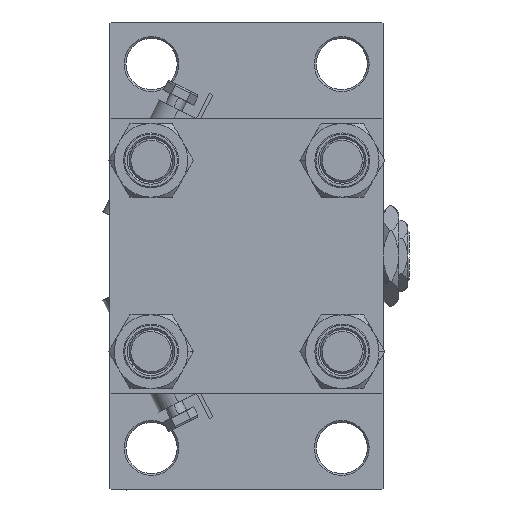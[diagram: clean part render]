
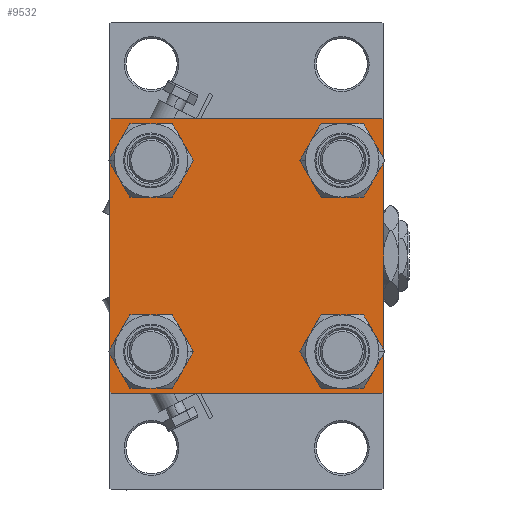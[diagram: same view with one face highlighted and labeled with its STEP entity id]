
A CAD part, left-side view. The second image highlights one B-rep face of the part: STEP entity #9532.
In plain terms, the highlighted planar face has unit normal (-1, 0, 0).
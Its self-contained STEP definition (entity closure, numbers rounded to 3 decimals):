
#788 = ORIENTED_EDGE ( 'NONE', *, *, #31435, .T. ) ;
#905 = CARTESIAN_POINT ( 'NONE',  ( 0., -26.15, 26.15 ) ) ;
#943 = CIRCLE ( 'NONE', #24308, 6.5 ) ;
#1059 = AXIS2_PLACEMENT_3D ( 'NONE', #10912, #50420, #46491 ) ;
#1115 = CARTESIAN_POINT ( 'NONE',  ( 0., 37., 37.5 ) ) ;
#1433 = EDGE_CURVE ( 'NONE', #23152, #28892, #19820, .T. ) ;
#1609 = VECTOR ( 'NONE', #39948, 1000. ) ;
#1700 = PLANE ( 'NONE',  #6312 ) ;
#2119 = CARTESIAN_POINT ( 'NONE',  ( 0., -37.5, 37.5 ) ) ;
#2314 = CIRCLE ( 'NONE', #40739, 6.5 ) ;
#2732 = ORIENTED_EDGE ( 'NONE', *, *, #34824, .T. ) ;
#2938 = CARTESIAN_POINT ( 'NONE',  ( 0., -26.15, 32.65 ) ) ;
#4164 = DIRECTION ( 'NONE',  ( 1., 0., 0. ) ) ;
#4183 = DIRECTION ( 'NONE',  ( 1., 0., 0. ) ) ;
#4457 = VERTEX_POINT ( 'NONE', #18691 ) ;
#4466 = CIRCLE ( 'NONE', #42042, 6.5 ) ;
#4698 = ORIENTED_EDGE ( 'NONE', *, *, #45995, .T. ) ;
#4739 = LINE ( 'NONE', #36911, #11424 ) ;
#4824 = DIRECTION ( 'NONE',  ( 1., 0., 0. ) ) ;
#5579 = VERTEX_POINT ( 'NONE', #39308 ) ;
#5660 = ORIENTED_EDGE ( 'NONE', *, *, #40678, .T. ) ;
#6312 = AXIS2_PLACEMENT_3D ( 'NONE', #33871, #17391, #22338 ) ;
#6392 = FACE_OUTER_BOUND ( 'NONE', #41852, .T. ) ;
#7233 = EDGE_CURVE ( 'NONE', #14256, #48269, #19969, .T. ) ;
#7675 = LINE ( 'NONE', #35403, #45399 ) ;
#7795 = CIRCLE ( 'NONE', #31185, 6.5 ) ;
#8884 = DIRECTION ( 'NONE',  ( 0., 0., 1. ) ) ;
#8912 = CARTESIAN_POINT ( 'NONE',  ( 0., 26.15, 19.65 ) ) ;
#9406 = VERTEX_POINT ( 'NONE', #39836 ) ;
#9532 = ADVANCED_FACE ( 'NONE', ( #46404, #10568, #37792, #37536, #6392 ), #1700, .T. ) ;
#9571 = CARTESIAN_POINT ( 'NONE',  ( 0., 37., -37.5 ) ) ;
#9680 = CARTESIAN_POINT ( 'NONE',  ( 0., -26.15, -19.65 ) ) ;
#10039 = CARTESIAN_POINT ( 'NONE',  ( 0., -37.25, 37.25 ) ) ;
#10294 = ORIENTED_EDGE ( 'NONE', *, *, #16926, .T. ) ;
#10568 = FACE_BOUND ( 'NONE', #24755, .T. ) ;
#10912 = CARTESIAN_POINT ( 'NONE',  ( 0., -26.15, -26.15 ) ) ;
#11392 = CARTESIAN_POINT ( 'NONE',  ( 0., 37.5, 37.5 ) ) ;
#11424 = VECTOR ( 'NONE', #19912, 1000. ) ;
#12539 = EDGE_CURVE ( 'NONE', #47521, #4457, #44730, .T. ) ;
#12639 = CARTESIAN_POINT ( 'NONE',  ( 0., 37.5, -37.5 ) ) ;
#13393 = CARTESIAN_POINT ( 'NONE',  ( 0., -26.15, 19.65 ) ) ;
#13456 = VECTOR ( 'NONE', #25732, 1000. ) ;
#13708 = CARTESIAN_POINT ( 'NONE',  ( 0., 37.25, -37.25 ) ) ;
#14256 = VERTEX_POINT ( 'NONE', #9571 ) ;
#15602 = CARTESIAN_POINT ( 'NONE',  ( 0., 26.15, -32.65 ) ) ;
#15644 = EDGE_CURVE ( 'NONE', #23152, #35842, #4739, .T. ) ;
#15678 = EDGE_LOOP ( 'NONE', ( #788, #50201 ) ) ;
#16716 = VERTEX_POINT ( 'NONE', #2938 ) ;
#16926 = EDGE_CURVE ( 'NONE', #27773, #39816, #41521, .T. ) ;
#16982 = ORIENTED_EDGE ( 'NONE', *, *, #38250, .T. ) ;
#17226 = DIRECTION ( 'NONE',  ( 1., 0., 0. ) ) ;
#17229 = CARTESIAN_POINT ( 'NONE',  ( 0., 26.15, -26.15 ) ) ;
#17294 = AXIS2_PLACEMENT_3D ( 'NONE', #17229, #21404, #18244 ) ;
#17391 = DIRECTION ( 'NONE',  ( -1., 0., 0. ) ) ;
#17398 = EDGE_CURVE ( 'NONE', #16716, #31964, #2314, .T. ) ;
#17745 = CIRCLE ( 'NONE', #1059, 6.5 ) ;
#18072 = DIRECTION ( 'NONE',  ( 0., 0., -1. ) ) ;
#18244 = DIRECTION ( 'NONE',  ( 0., 0., 1. ) ) ;
#18691 = CARTESIAN_POINT ( 'NONE',  ( 0., 26.15, 32.65 ) ) ;
#19820 = LINE ( 'NONE', #43346, #1609 ) ;
#19912 = DIRECTION ( 'NONE',  ( 0., -1., 0. ) ) ;
#19969 = LINE ( 'NONE', #12639, #23721 ) ;
#20128 = ORIENTED_EDGE ( 'NONE', *, *, #21870, .T. ) ;
#21404 = DIRECTION ( 'NONE',  ( 1., 0., 0. ) ) ;
#21483 = VERTEX_POINT ( 'NONE', #36043 ) ;
#21870 = EDGE_CURVE ( 'NONE', #28892, #21483, #23680, .T. ) ;
#22338 = DIRECTION ( 'NONE',  ( 0., 0., 1. ) ) ;
#22678 = CARTESIAN_POINT ( 'NONE',  ( 0., -37.5, 37. ) ) ;
#23152 = VERTEX_POINT ( 'NONE', #1115 ) ;
#23435 = DIRECTION ( 'NONE',  ( 0., 0., 1. ) ) ;
#23558 = VECTOR ( 'NONE', #18072, 1000. ) ;
#23680 = LINE ( 'NONE', #11392, #40877 ) ;
#23721 = VECTOR ( 'NONE', #41132, 1000. ) ;
#24228 = EDGE_LOOP ( 'NONE', ( #27771, #49419 ) ) ;
#24308 = AXIS2_PLACEMENT_3D ( 'NONE', #43909, #4164, #27441 ) ;
#24755 = EDGE_LOOP ( 'NONE', ( #5660, #47844 ) ) ;
#25325 = DIRECTION ( 'NONE',  ( 0., 0., 1. ) ) ;
#25653 = EDGE_LOOP ( 'NONE', ( #4698, #10294 ) ) ;
#25731 = DIRECTION ( 'NONE',  ( 0., -0.707, -0.707 ) ) ;
#25732 = DIRECTION ( 'NONE',  ( 0., 0.707, 0.707 ) ) ;
#26436 = LINE ( 'NONE', #2119, #23558 ) ;
#27346 = DIRECTION ( 'NONE',  ( 0., 0., -1. ) ) ;
#27441 = DIRECTION ( 'NONE',  ( 0., 0., 1. ) ) ;
#27771 = ORIENTED_EDGE ( 'NONE', *, *, #17398, .T. ) ;
#27773 = VERTEX_POINT ( 'NONE', #15602 ) ;
#28323 = EDGE_CURVE ( 'NONE', #31964, #16716, #943, .T. ) ;
#28892 = VERTEX_POINT ( 'NONE', #44317 ) ;
#29098 = CIRCLE ( 'NONE', #43273, 6.5 ) ;
#29180 = ORIENTED_EDGE ( 'NONE', *, *, #1433, .T. ) ;
#29403 = DIRECTION ( 'NONE',  ( 0., 0., 1. ) ) ;
#29779 = CARTESIAN_POINT ( 'NONE',  ( 0., -26.15, -26.15 ) ) ;
#30298 = VERTEX_POINT ( 'NONE', #22678 ) ;
#31142 = EDGE_CURVE ( 'NONE', #5579, #39596, #4466, .T. ) ;
#31185 = AXIS2_PLACEMENT_3D ( 'NONE', #43292, #51420, #23435 ) ;
#31435 = EDGE_CURVE ( 'NONE', #4457, #47521, #29098, .T. ) ;
#31561 = ORIENTED_EDGE ( 'NONE', *, *, #15644, .F. ) ;
#31964 = VERTEX_POINT ( 'NONE', #13393 ) ;
#33871 = CARTESIAN_POINT ( 'NONE',  ( 0., 0., 0. ) ) ;
#34824 = EDGE_CURVE ( 'NONE', #21483, #14256, #45354, .T. ) ;
#34917 = DIRECTION ( 'NONE',  ( 1., 0., 0. ) ) ;
#35361 = CARTESIAN_POINT ( 'NONE',  ( 0., -37., -37.5 ) ) ;
#35403 = CARTESIAN_POINT ( 'NONE',  ( 0., -37.25, -37.25 ) ) ;
#35842 = VERTEX_POINT ( 'NONE', #51164 ) ;
#36043 = CARTESIAN_POINT ( 'NONE',  ( 0., 37.5, -37. ) ) ;
#36911 = CARTESIAN_POINT ( 'NONE',  ( 0., 37.5, 37.5 ) ) ;
#37536 = FACE_BOUND ( 'NONE', #15678, .T. ) ;
#37792 = FACE_BOUND ( 'NONE', #25653, .T. ) ;
#38250 = EDGE_CURVE ( 'NONE', #30298, #35842, #45862, .T. ) ;
#38943 = CARTESIAN_POINT ( 'NONE',  ( 0., 26.15, -19.65 ) ) ;
#39308 = CARTESIAN_POINT ( 'NONE',  ( 0., -26.15, -32.65 ) ) ;
#39596 = VERTEX_POINT ( 'NONE', #9680 ) ;
#39816 = VERTEX_POINT ( 'NONE', #38943 ) ;
#39836 = CARTESIAN_POINT ( 'NONE',  ( 0., -37.5, -37. ) ) ;
#39948 = DIRECTION ( 'NONE',  ( 0., 0.707, -0.707 ) ) ;
#40678 = EDGE_CURVE ( 'NONE', #39596, #5579, #17745, .T. ) ;
#40739 = AXIS2_PLACEMENT_3D ( 'NONE', #905, #4824, #29403 ) ;
#40877 = VECTOR ( 'NONE', #27346, 1000. ) ;
#41132 = DIRECTION ( 'NONE',  ( 0., -1., 0. ) ) ;
#41521 = CIRCLE ( 'NONE', #17294, 6.5 ) ;
#41600 = ORIENTED_EDGE ( 'NONE', *, *, #42728, .F. ) ;
#41852 = EDGE_LOOP ( 'NONE', ( #20128, #2732, #50881, #42632, #41600, #16982, #31561, #29180 ) ) ;
#42042 = AXIS2_PLACEMENT_3D ( 'NONE', #29779, #17226, #25325 ) ;
#42632 = ORIENTED_EDGE ( 'NONE', *, *, #46251, .T. ) ;
#42728 = EDGE_CURVE ( 'NONE', #30298, #9406, #26436, .T. ) ;
#42752 = CARTESIAN_POINT ( 'NONE',  ( 0., 26.15, 26.15 ) ) ;
#43273 = AXIS2_PLACEMENT_3D ( 'NONE', #42752, #34917, #46170 ) ;
#43292 = CARTESIAN_POINT ( 'NONE',  ( 0., 26.15, -26.15 ) ) ;
#43346 = CARTESIAN_POINT ( 'NONE',  ( 0., 37.25, 37.25 ) ) ;
#43909 = CARTESIAN_POINT ( 'NONE',  ( 0., -26.15, 26.15 ) ) ;
#44317 = CARTESIAN_POINT ( 'NONE',  ( 0., 37.5, 37. ) ) ;
#44705 = CARTESIAN_POINT ( 'NONE',  ( 0., 26.15, 26.15 ) ) ;
#44730 = CIRCLE ( 'NONE', #49737, 6.5 ) ;
#45354 = LINE ( 'NONE', #13708, #50935 ) ;
#45399 = VECTOR ( 'NONE', #51353, 1000. ) ;
#45862 = LINE ( 'NONE', #10039, #13456 ) ;
#45995 = EDGE_CURVE ( 'NONE', #39816, #27773, #7795, .T. ) ;
#46170 = DIRECTION ( 'NONE',  ( 0., 0., 1. ) ) ;
#46251 = EDGE_CURVE ( 'NONE', #48269, #9406, #7675, .T. ) ;
#46404 = FACE_BOUND ( 'NONE', #24228, .T. ) ;
#46491 = DIRECTION ( 'NONE',  ( 0., 0., 1. ) ) ;
#47521 = VERTEX_POINT ( 'NONE', #8912 ) ;
#47844 = ORIENTED_EDGE ( 'NONE', *, *, #31142, .T. ) ;
#48269 = VERTEX_POINT ( 'NONE', #35361 ) ;
#49419 = ORIENTED_EDGE ( 'NONE', *, *, #28323, .T. ) ;
#49737 = AXIS2_PLACEMENT_3D ( 'NONE', #44705, #4183, #8884 ) ;
#50201 = ORIENTED_EDGE ( 'NONE', *, *, #12539, .T. ) ;
#50420 = DIRECTION ( 'NONE',  ( 1., 0., 0. ) ) ;
#50881 = ORIENTED_EDGE ( 'NONE', *, *, #7233, .T. ) ;
#50935 = VECTOR ( 'NONE', #25731, 1000. ) ;
#51164 = CARTESIAN_POINT ( 'NONE',  ( 0., -37., 37.5 ) ) ;
#51353 = DIRECTION ( 'NONE',  ( 0., -0.707, 0.707 ) ) ;
#51420 = DIRECTION ( 'NONE',  ( 1., 0., 0. ) ) ;
